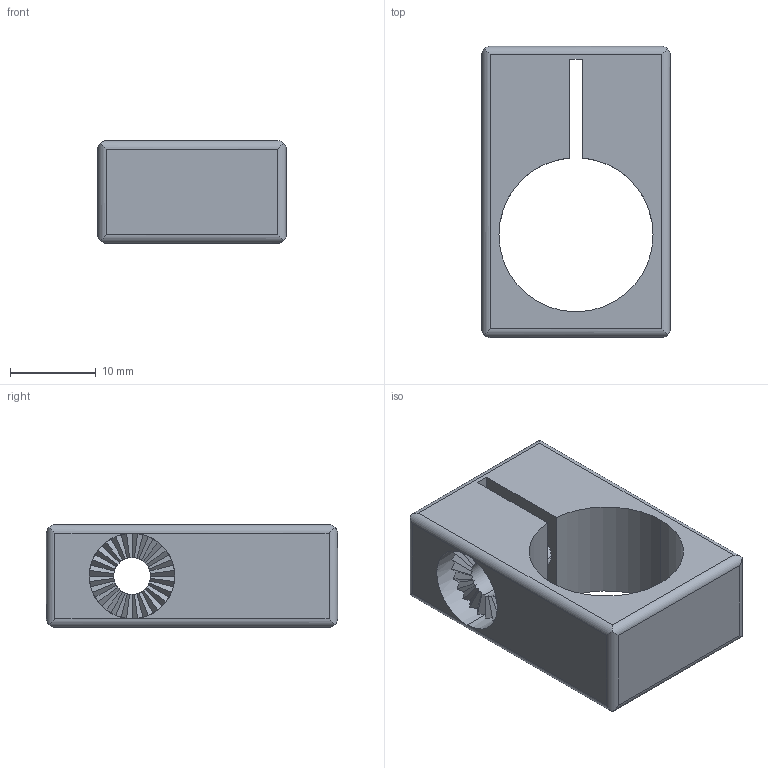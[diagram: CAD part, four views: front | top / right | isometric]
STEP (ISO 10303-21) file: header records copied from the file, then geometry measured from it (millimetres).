
FILE_DESCRIPTION (( 'STEP AP203' ), '1' );
FILE_NAME ('202200201_c_1.STEP', '2023-01-24T04:48:53', ( '' ), ( '' ), 'SwSTEP 2.0', 'SolidWorks 2014', '' );
FILE_SCHEMA (( 'CONFIG_CONTROL_DESIGN' ));
Length unit declared in the file: millimetre
Products named in the file (1): 202200201_c_1
Bounding box: 22 x 34 x 12 mm (x, y, z)
Volume: 5092.2 mm3; surface area: 3460.8 mm2
Topology: 1 solids, 1 shells, 110 faces, 316 edges, 208 vertices
Faces by surface type: plane 89, cylinder 21
Entity records: 3643 total; most frequent: CARTESIAN_POINT 995, ORIENTED_EDGE 632, DIRECTION 456, EDGE_CURVE 316, VERTEX_POINT 208, LINE 158, VECTOR 158, AXIS2_PLACEMENT_3D 149
